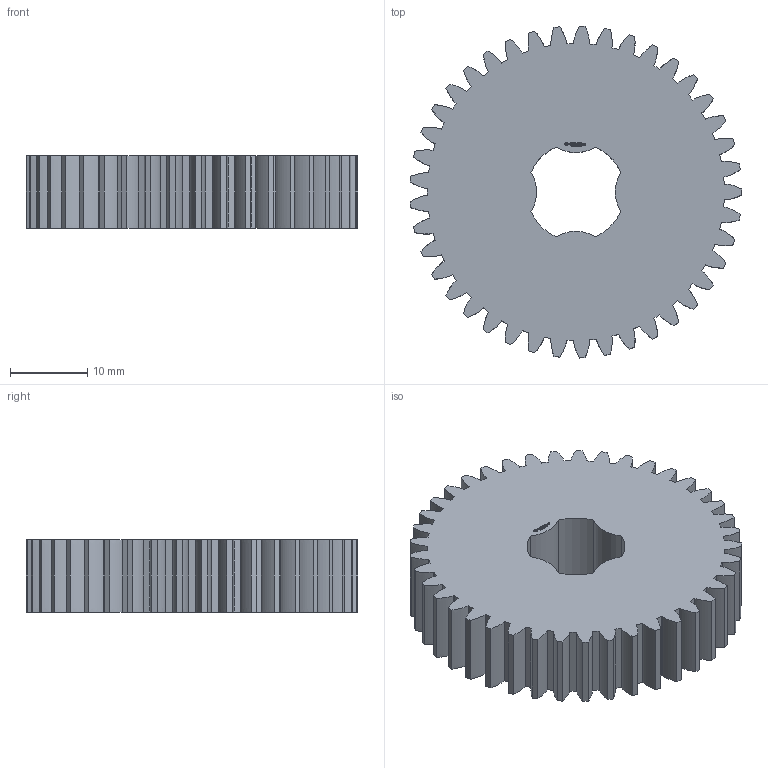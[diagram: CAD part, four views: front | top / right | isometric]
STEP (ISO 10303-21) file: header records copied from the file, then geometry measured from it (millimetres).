
FILE_DESCRIPTION(('FreeCAD Model'),'2;1');
FILE_NAME('Open CASCADE Shape Model','2024-03-09T20:25:00',(''),(''), 'Open CASCADE STEP processor 7.6','FreeCAD','Unknown');
FILE_SCHEMA(('AUTOMOTIVE_DESIGN { 1 0 10303 214 1 1 1 1 }'));
Length unit declared in the file: millimetre
Products named in the file (1): Gear Wheel PLN TTH41 BU00.75 SFT-SHD - SPN-GWH-0143 (stemfie.org)
Bounding box: 42.96 x 42.99 x 9.38 mm (x, y, z)
Volume: 11245.2 mm3; surface area: 5247.3 mm2
Topology: 1 solids, 1 shells, 716 faces, 2052 edges, 1368 vertices
Faces by surface type: extrusion 372, plane 336, cylinder 8
Entity records: 62363 total; most frequent: CARTESIAN_POINT 18951, DIRECTION 5746, VECTOR 5008, LINE 4636, ORIENTED_EDGE 4104, PCURVE 4104, DEFINITIONAL_REPRESENTATION 4104, EDGE_CURVE 2052
